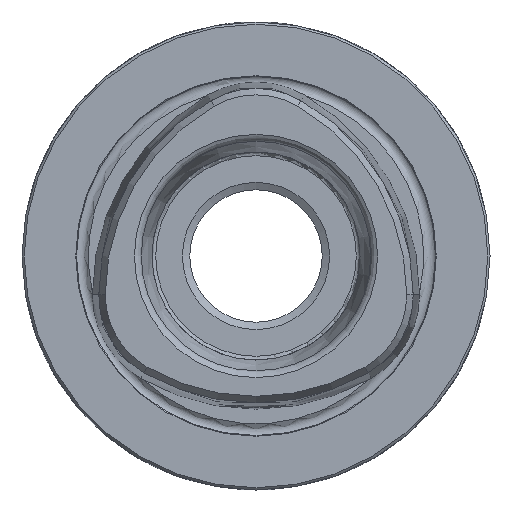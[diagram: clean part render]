
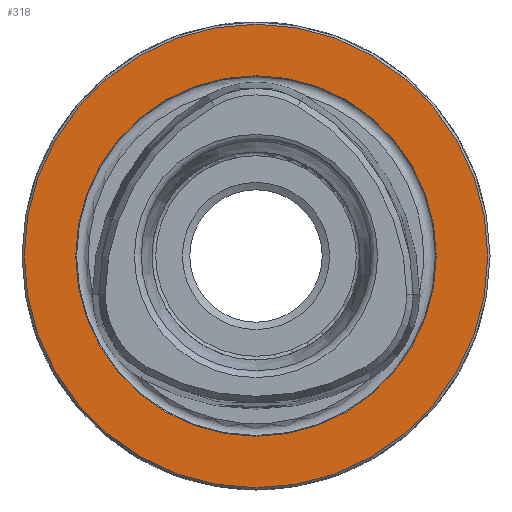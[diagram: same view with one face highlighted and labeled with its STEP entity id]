
A CAD part, left-side view. The second image highlights one B-rep face of the part: STEP entity #318.
In plain terms, the highlighted planar face has unit normal (-1, 0, 0).
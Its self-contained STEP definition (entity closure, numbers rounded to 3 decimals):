
#318 = ADVANCED_FACE( '', ( #690, #691 ), #692, .T. );
#690 = FACE_OUTER_BOUND( '', #1079, .T. );
#691 = FACE_BOUND( '', #1080, .T. );
#692 = PLANE( '', #1081 );
#1079 = EDGE_LOOP( '', ( #1882 ) );
#1080 = EDGE_LOOP( '', ( #1883 ) );
#1081 = AXIS2_PLACEMENT_3D( '', #1884, #1885, #1886 );
#1882 = ORIENTED_EDGE( '', *, *, #2264, .T. );
#1883 = ORIENTED_EDGE( '', *, *, #2234, .F. );
#1884 = CARTESIAN_POINT( '', ( 0., 0., 24.2 ) );
#1885 = DIRECTION( '', ( -1., 0., 0. ) );
#1886 = DIRECTION( '', ( 0., 0., 1. ) );
#2234 = EDGE_CURVE( '', #2686, #2686, #2687, .T. );
#2264 = EDGE_CURVE( '', #2725, #2725, #2726, .T. );
#2686 = VERTEX_POINT( '', #3981 );
#2687 = CIRCLE( '', #3982, 24.264 );
#2725 = VERTEX_POINT( '', #4024 );
#2726 = CIRCLE( '', #4025, 31.2 );
#3981 = CARTESIAN_POINT( '', ( 0., 0., 24.264 ) );
#3982 = AXIS2_PLACEMENT_3D( '', #4363, #4364, #4365 );
#4024 = CARTESIAN_POINT( '', ( 0., 0., 31.2 ) );
#4025 = AXIS2_PLACEMENT_3D( '', #4400, #4401, #4402 );
#4363 = CARTESIAN_POINT( '', ( 0., 0., 0. ) );
#4364 = DIRECTION( '', ( -1., 0., 0. ) );
#4365 = DIRECTION( '', ( 0., 0., 1. ) );
#4400 = CARTESIAN_POINT( '', ( 0., 0., 0. ) );
#4401 = DIRECTION( '', ( -1., 0., 0. ) );
#4402 = DIRECTION( '', ( 0., 0., 1. ) );
